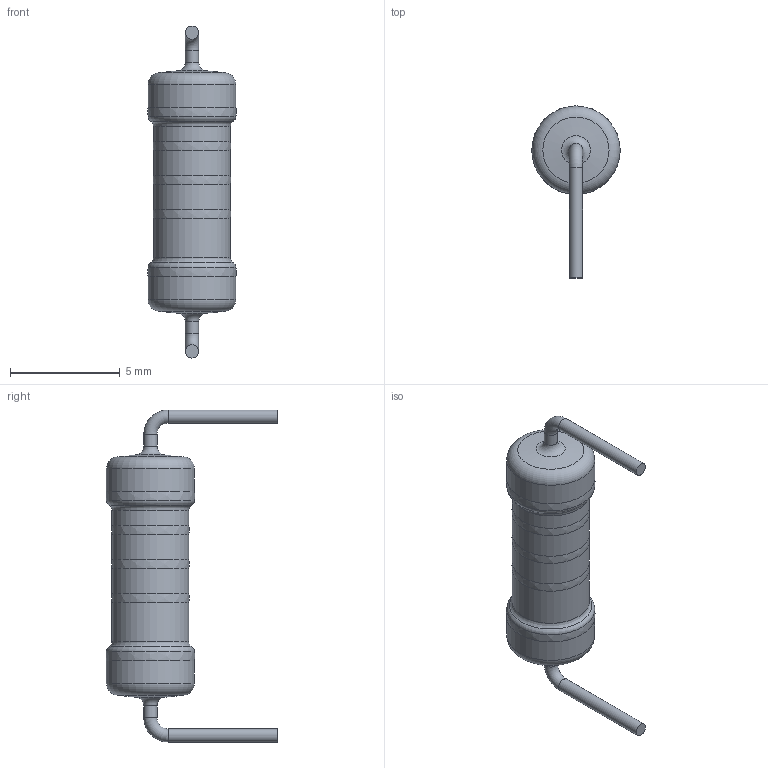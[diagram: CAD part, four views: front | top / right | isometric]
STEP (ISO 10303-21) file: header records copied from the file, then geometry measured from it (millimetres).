
FILE_DESCRIPTION(/* description */ (''),/* implementation_level */ '2;1');
FILE_NAME(/* name */ '1K-Resistor 1w Blue- Diameter 3.5- 14.5- 1%.stp',/* time_stamp */ '2022-01-26T01:44:14+01:00',/* author */ ('JOSE LUIS'),/* organization */ (''),/* preprocessor_version */ 'ST-DEVELOPER v18',/* originating_system */ 'Autodesk Inventor 2020',/* authorisation */ '');
FILE_SCHEMA (('AUTOMOTIVE_DESIGN { 1 0 10303 214 3 1 1 }'));
Length unit declared in the file: millimetre
Products named in the file (1): 1K-Resistor 1w Blue- Diameter 3.5- 14.5- 1%
Bounding box: 4.03 x 7.82 x 15.1 mm (x, y, z)
Volume: 121.1 mm3; surface area: 174.2 mm2
Topology: 1 solids, 1 shells, 31 faces, 84 edges, 55 vertices
Faces by surface type: cylinder 12, torus 10, bspline 5, cone 2, plane 2
Full cylindrical faces by diameter (mm): 0.6 x4, 3.5 x4, 4 x4
Entity records: 1240 total; most frequent: CARTESIAN_POINT 301, DIRECTION 208, ORIENTED_EDGE 168, AXIS2_PLACEMENT_3D 97, EDGE_CURVE 84, CIRCLE 70, VERTEX_POINT 55, FACE_OUTER_BOUND 31
